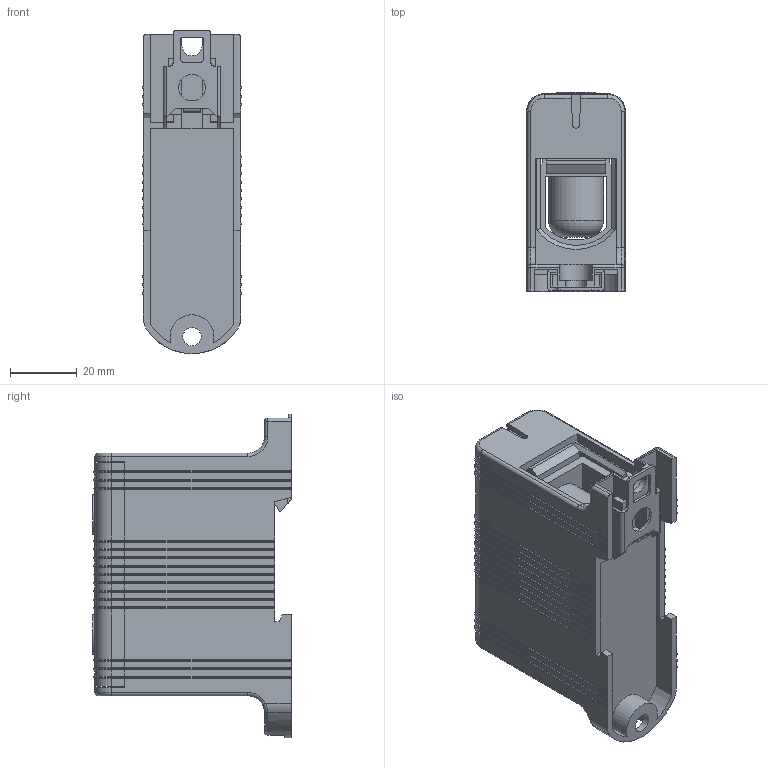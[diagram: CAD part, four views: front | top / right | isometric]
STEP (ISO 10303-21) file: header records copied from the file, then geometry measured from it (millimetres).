
FILE_DESCRIPTION (( 'STEP AP203' ), '1' );
FILE_NAME ('Êëåììà ñèëîâàÿ ÊÑÂ35-150 (plc-kvs-35-150-grey).STEP', '2020-07-28T10:26:16', ( '' ), ( '' ), 'SwSTEP 2.0', 'SolidWorks 2019', '' );
FILE_SCHEMA (( 'CONFIG_CONTROL_DESIGN' ));
Length unit declared in the file: millimetre
Products named in the file (1): Êëåììà ñèëîâàÿ ÊÑÂ35-150 (plc-kvs-35-150-grey)
Bounding box: 29.6 x 59.4 x 96.6 mm (x, y, z)
Volume: 65155.7 mm3; surface area: 52687.9 mm2
Topology: 6 solids, 6 shells, 905 faces, 2518 edges, 1619 vertices
Faces by surface type: plane 526, cylinder 299, torus 72, bspline 4, cone 2, sphere 2
Full cylindrical faces by diameter (mm): 5.5 x1, 8 x1, 9.8 x2, 11.8 x2, 16.5 x4
Entity records: 28914 total; most frequent: CARTESIAN_POINT 5199, ORIENTED_EDGE 5006, DIRECTION 4955, EDGE_CURVE 2503, LINE 1799, VECTOR 1799, VERTEX_POINT 1618, AXIS2_PLACEMENT_3D 1578
